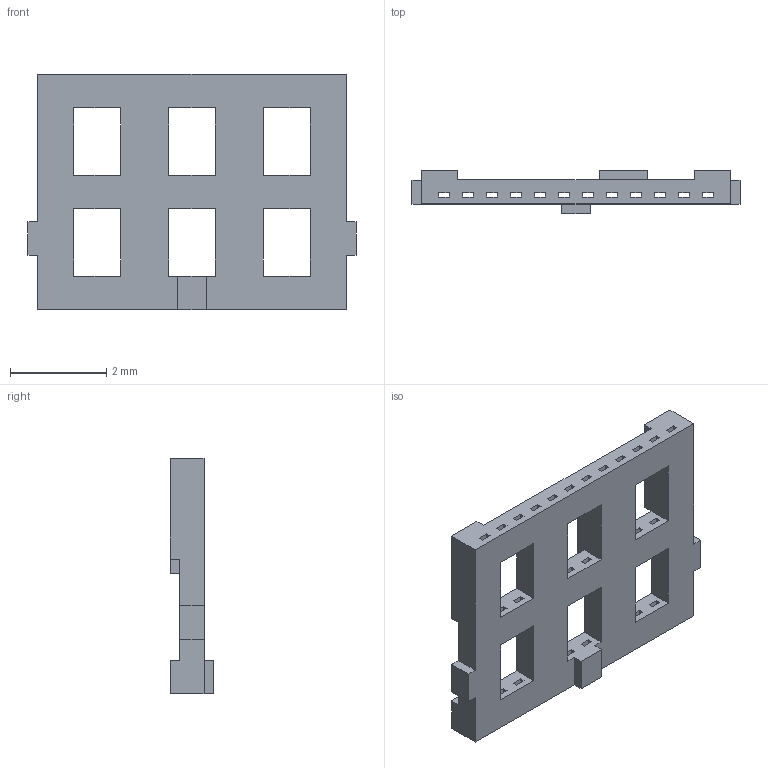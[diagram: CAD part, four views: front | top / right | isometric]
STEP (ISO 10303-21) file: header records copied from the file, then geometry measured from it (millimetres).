
FILE_DESCRIPTION(/* description */ (''),/* implementation_level */ '2;1');
FILE_NAME(/* name */ '632712000112Housing2.stp',/* time_stamp */ '2025-09-12T00:23:15+02:00',/* author */ (''),/* organization */ (''),/* preprocessor_version */ 'ST-DEVELOPER v20.1',/* originating_system */ 'Autodesk Translation Framework v14.10.0.0',/* authorisation */ '');
FILE_SCHEMA (('AUTOMOTIVE_DESIGN { 1 0 10303 214 3 1 1 }'));
Length unit declared in the file: millimetre
Products named in the file (1): 632712000112_Housing2
Bounding box: 6.83 x 0.9 x 4.9 mm (x, y, z)
Volume: 12.1 mm3; surface area: 103.9 mm2
Topology: 1 solids, 1 shells, 150 faces, 454 edges, 302 vertices
Faces by surface type: plane 150
Entity records: 5142 total; most frequent: ORIENTED_EDGE 908, CARTESIAN_POINT 907, DIRECTION 756, LINE 454, VECTOR 454, EDGE_CURVE 454, VERTEX_POINT 302, EDGE_LOOP 206
